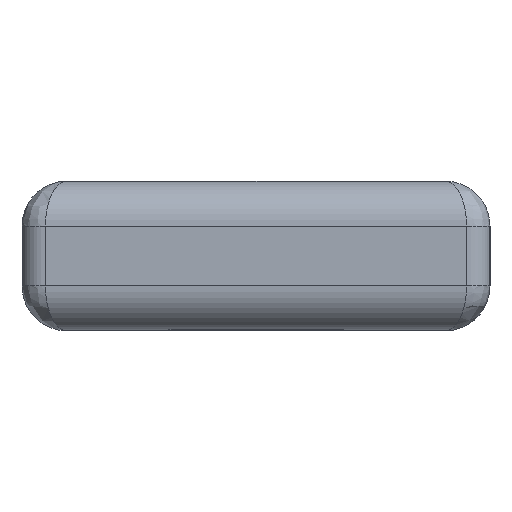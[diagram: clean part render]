
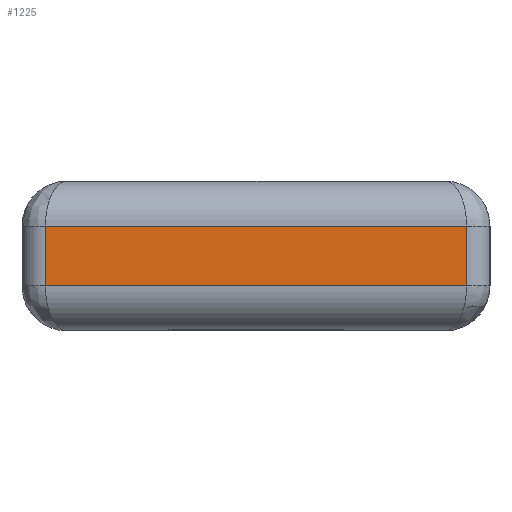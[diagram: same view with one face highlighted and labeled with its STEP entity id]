
A CAD part, left-side view. The second image highlights one B-rep face of the part: STEP entity #1225.
In plain terms, the highlighted planar face has unit normal (-1, 0, 0).
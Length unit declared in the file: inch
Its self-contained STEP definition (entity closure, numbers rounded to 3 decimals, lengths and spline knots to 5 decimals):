
#1225=ADVANCED_FACE('',(#2657),#2300,.T.);
#2300=PLANE('',#18954);
#2657=FACE_OUTER_BOUND('',#4493,.T.);
#4493=EDGE_LOOP('',(#6293,#6294,#6295,#6296));
#6293=ORIENTED_EDGE('',*,*,#13481,.T.);
#6294=ORIENTED_EDGE('',*,*,#13482,.T.);
#6295=ORIENTED_EDGE('',*,*,#13483,.T.);
#6296=ORIENTED_EDGE('',*,*,#13484,.T.);
#11769=VERTEX_POINT('',#26832);
#11770=VERTEX_POINT('',#26833);
#11771=VERTEX_POINT('',#26835);
#11772=VERTEX_POINT('',#26837);
#13481=EDGE_CURVE('',#11769,#11770,#16094,.T.);
#13482=EDGE_CURVE('',#11770,#11771,#16095,.T.);
#13483=EDGE_CURVE('',#11771,#11772,#16096,.T.);
#13484=EDGE_CURVE('',#11772,#11769,#16097,.T.);
#16094=LINE('',#26831,#17514);
#16095=LINE('',#26834,#17515);
#16096=LINE('',#26836,#17516);
#16097=LINE('',#26838,#17517);
#17514=VECTOR('',#20994,1.);
#17515=VECTOR('',#20995,1.);
#17516=VECTOR('',#20996,1.);
#17517=VECTOR('',#20997,1.);
#18954=AXIS2_PLACEMENT_3D('',#26839,#20998,#20999);
#20994=DIRECTION('',(0.,0.,-1.));
#20995=DIRECTION('',(0.,-1.,0.));
#20996=DIRECTION('',(0.,0.,1.));
#20997=DIRECTION('',(0.,1.,0.));
#20998=DIRECTION('',(-1.,0.,0.));
#20999=DIRECTION('',(0.,0.,1.));
#26831=CARTESIAN_POINT('',(0.,0.59375,0.));
#26832=CARTESIAN_POINT('',(0.,0.59375,0.14));
#26833=CARTESIAN_POINT('',(0.,0.59375,0.06));
#26834=CARTESIAN_POINT('',(0.,0.3125,0.06));
#26835=CARTESIAN_POINT('',(0.,0.03125,0.06));
#26836=CARTESIAN_POINT('',(0.,0.03125,0.));
#26837=CARTESIAN_POINT('',(0.,0.03125,0.14));
#26838=CARTESIAN_POINT('',(0.,0.3125,0.14));
#26839=CARTESIAN_POINT('',(0.,0.3125,0.));
